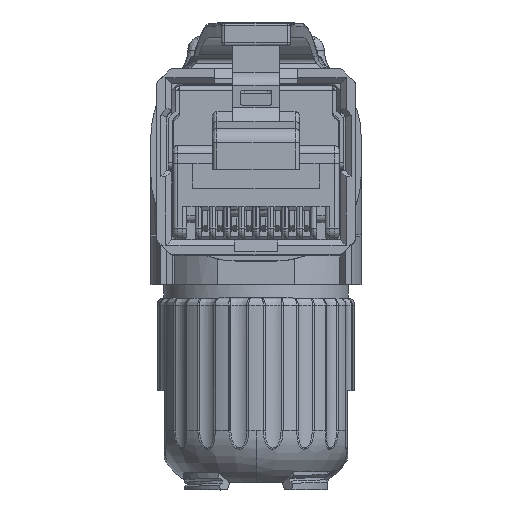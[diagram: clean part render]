
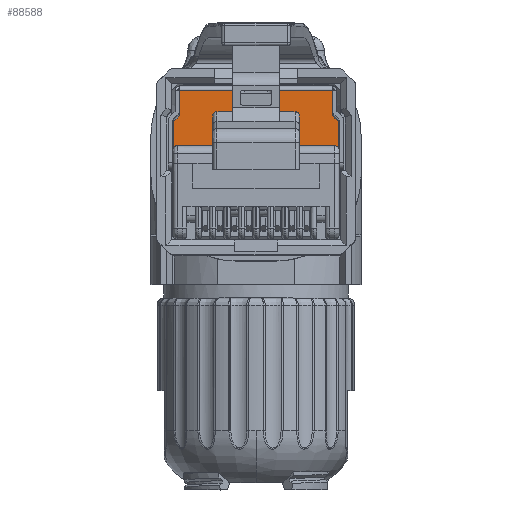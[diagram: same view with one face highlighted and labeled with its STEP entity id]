
A CAD part, top view. The second image highlights one B-rep face of the part: STEP entity #88588.
In plain terms, the highlighted planar face has unit normal (0, 0, 1).
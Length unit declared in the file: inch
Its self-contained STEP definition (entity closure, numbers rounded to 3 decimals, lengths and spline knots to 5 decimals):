
#74 = DIRECTION ( 'NONE',  ( 0., -1., 0. ) ) ;
#4491 = ORIENTED_EDGE ( 'NONE', *, *, #122574, .F. ) ;
#4847 = VERTEX_POINT ( 'NONE', #44570 ) ;
#6286 = EDGE_CURVE ( 'NONE', #13352, #124930, #74654, .T. ) ;
#8117 = EDGE_CURVE ( 'NONE', #4847, #9606, #60837, .T. ) ;
#9606 = VERTEX_POINT ( 'NONE', #81163 ) ;
#9913 = DIRECTION ( 'NONE',  ( 0., -1., 0. ) ) ;
#10529 = CARTESIAN_POINT ( 'NONE',  ( 0.10696, 1.75512, -0.65236 ) ) ;
#11918 = ORIENTED_EDGE ( 'NONE', *, *, #34256, .T. ) ;
#13352 = VERTEX_POINT ( 'NONE', #106669 ) ;
#17997 = VECTOR ( 'NONE', #99173, 39.37008 ) ;
#18627 = ORIENTED_EDGE ( 'NONE', *, *, #73227, .F. ) ;
#21040 = VECTOR ( 'NONE', #27792, 39.37008 ) ;
#23259 = EDGE_CURVE ( 'NONE', #4847, #13352, #40940, .T. ) ;
#27792 = DIRECTION ( 'NONE',  ( 0.707, -0.707, 0. ) ) ;
#29148 = VECTOR ( 'NONE', #30132, 39.37008 ) ;
#30132 = DIRECTION ( 'NONE',  ( 1., 0., 0. ) ) ;
#31682 = DIRECTION ( 'NONE',  ( 1., 0., 0. ) ) ;
#33034 = CARTESIAN_POINT ( 'NONE',  ( 0.09972, 1.62717, -0.65236 ) ) ;
#33076 = DIRECTION ( 'NONE',  ( 0., -1., 0. ) ) ;
#34256 = EDGE_CURVE ( 'NONE', #109996, #108967, #73974, .T. ) ;
#36767 = CARTESIAN_POINT ( 'NONE',  ( 0.32806, 1.67638, -0.65236 ) ) ;
#38529 = CARTESIAN_POINT ( 'NONE',  ( 0.55641, 1.59764, -0.65236 ) ) ;
#40940 = LINE ( 'NONE', #10529, #82096 ) ;
#41348 = CARTESIAN_POINT ( 'NONE',  ( 0.32806, 1.59764, -0.65236 ) ) ;
#44570 = CARTESIAN_POINT ( 'NONE',  ( 0.11547, 1.75512, -0.65236 ) ) ;
#50905 = CARTESIAN_POINT ( 'NONE',  ( 0.11547, 1.72559, -0.65236 ) ) ;
#51670 = ORIENTED_EDGE ( 'NONE', *, *, #6286, .F. ) ;
#53091 = VERTEX_POINT ( 'NONE', #38529 ) ;
#53343 = ORIENTED_EDGE ( 'NONE', *, *, #23259, .F. ) ;
#54163 = DIRECTION ( 'NONE',  ( 0., -1., 0. ) ) ;
#55323 = FACE_OUTER_BOUND ( 'NONE', #85647, .T. ) ;
#56540 = CARTESIAN_POINT ( 'NONE',  ( 0.09972, 1.59764, -0.65236 ) ) ;
#57837 = CARTESIAN_POINT ( 'NONE',  ( 0.09972, 1.6685, -0.65236 ) ) ;
#58467 = EDGE_CURVE ( 'NONE', #108967, #53091, #120774, .T. ) ;
#60837 = LINE ( 'NONE', #50905, #61200 ) ;
#61200 = VECTOR ( 'NONE', #9913, 39.37008 ) ;
#64097 = CARTESIAN_POINT ( 'NONE',  ( 0.54066, 1.72559, -0.65236 ) ) ;
#65233 = PLANE ( 'NONE',  #86567 ) ;
#67954 = ORIENTED_EDGE ( 'NONE', *, *, #58467, .T. ) ;
#73109 = VECTOR ( 'NONE', #74, 39.37008 ) ;
#73180 = CARTESIAN_POINT ( 'NONE',  ( 0.54066, 1.68425, -0.65236 ) ) ;
#73227 = EDGE_CURVE ( 'NONE', #125700, #53091, #123733, .T. ) ;
#73974 = LINE ( 'NONE', #33034, #89501 ) ;
#74654 = LINE ( 'NONE', #64097, #107476 ) ;
#75810 = DIRECTION ( 'NONE',  ( 0., 0., 1. ) ) ;
#76634 = EDGE_CURVE ( 'NONE', #9606, #109996, #78627, .T. ) ;
#78627 = LINE ( 'NONE', #118387, #17997 ) ;
#81163 = CARTESIAN_POINT ( 'NONE',  ( 0.11547, 1.68425, -0.65236 ) ) ;
#82096 = VECTOR ( 'NONE', #31682, 39.37008 ) ;
#85647 = EDGE_LOOP ( 'NONE', ( #11918, #67954, #18627, #4491, #51670, #53343, #92013, #98224 ) ) ;
#86567 = AXIS2_PLACEMENT_3D ( 'NONE', #36767, #75810, #117534 ) ;
#88588 = ADVANCED_FACE ( 'NONE', ( #55323 ), #65233, .T. ) ;
#89501 = VECTOR ( 'NONE', #54163, 39.37008 ) ;
#92013 = ORIENTED_EDGE ( 'NONE', *, *, #8117, .T. ) ;
#95317 = CARTESIAN_POINT ( 'NONE',  ( 0.55641, 1.6685, -0.65236 ) ) ;
#98224 = ORIENTED_EDGE ( 'NONE', *, *, #76634, .T. ) ;
#99173 = DIRECTION ( 'NONE',  ( -0.707, -0.707, 0. ) ) ;
#106669 = CARTESIAN_POINT ( 'NONE',  ( 0.54066, 1.75512, -0.65236 ) ) ;
#107476 = VECTOR ( 'NONE', #33076, 39.37008 ) ;
#108967 = VERTEX_POINT ( 'NONE', #56540 ) ;
#109996 = VERTEX_POINT ( 'NONE', #57837 ) ;
#112508 = CARTESIAN_POINT ( 'NONE',  ( 0.55641, 1.62717, -0.65236 ) ) ;
#117534 = DIRECTION ( 'NONE',  ( 1., 0., 0. ) ) ;
#118387 = CARTESIAN_POINT ( 'NONE',  ( 0.10759, 1.67638, -0.65236 ) ) ;
#118447 = CARTESIAN_POINT ( 'NONE',  ( 0.54854, 1.67638, -0.65236 ) ) ;
#120774 = LINE ( 'NONE', #41348, #29148 ) ;
#122574 = EDGE_CURVE ( 'NONE', #124930, #125700, #128365, .T. ) ;
#123733 = LINE ( 'NONE', #112508, #73109 ) ;
#124930 = VERTEX_POINT ( 'NONE', #73180 ) ;
#125700 = VERTEX_POINT ( 'NONE', #95317 ) ;
#128365 = LINE ( 'NONE', #118447, #21040 ) ;
